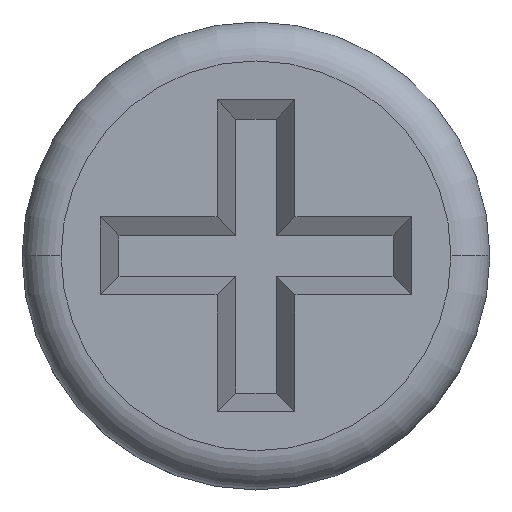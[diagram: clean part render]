
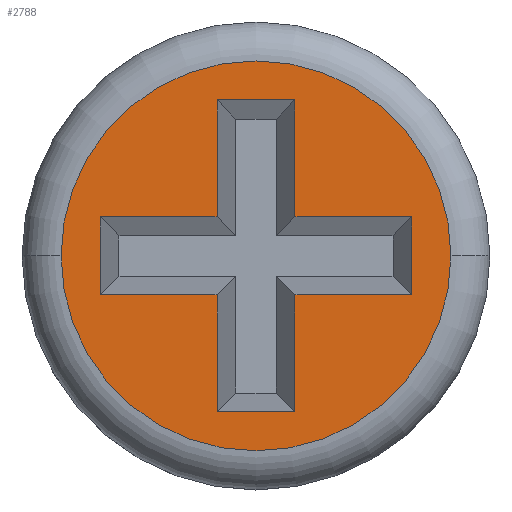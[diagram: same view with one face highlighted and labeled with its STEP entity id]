
A CAD part, top view. The second image highlights one B-rep face of the part: STEP entity #2788.
In plain terms, the highlighted planar face has unit normal (0, 0, 1).
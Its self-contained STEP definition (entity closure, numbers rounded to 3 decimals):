
#29 = CARTESIAN_POINT ( 'NONE',  ( 0.2, -0.7, 11.338 ) ) ;
#42 = EDGE_LOOP ( 'NONE', ( #1812, #1447 ) ) ;
#103 = EDGE_LOOP ( 'NONE', ( #298, #401, #2629, #1071, #2368, #2952, #3099, #868, #1833, #1099, #621, #2895 ) ) ;
#128 = CARTESIAN_POINT ( 'NONE',  ( 0.8, -0.1, 11.338 ) ) ;
#138 = CARTESIAN_POINT ( 'NONE',  ( -0.2, 0.7, 11.338 ) ) ;
#171 = CARTESIAN_POINT ( 'NONE',  ( -0.8, 0.1, 11.338 ) ) ;
#268 = VECTOR ( 'NONE', #716, 1000. ) ;
#298 = ORIENTED_EDGE ( 'NONE', *, *, #1599, .T. ) ;
#317 = VERTEX_POINT ( 'NONE', #2271 ) ;
#369 = CARTESIAN_POINT ( 'NONE',  ( 0.2, -0.8, 11.338 ) ) ;
#401 = ORIENTED_EDGE ( 'NONE', *, *, #1684, .T. ) ;
#402 = CARTESIAN_POINT ( 'NONE',  ( -0.2, -0.2, 11.338 ) ) ;
#425 = DIRECTION ( 'NONE',  ( 1., 0., 0. ) ) ;
#437 = VERTEX_POINT ( 'NONE', #2329 ) ;
#457 = VERTEX_POINT ( 'NONE', #550 ) ;
#462 = CARTESIAN_POINT ( 'NONE',  ( -0.8, 0.2, 11.338 ) ) ;
#465 = CARTESIAN_POINT ( 'NONE',  ( -0.1, 0.2, 11.338 ) ) ;
#483 = CARTESIAN_POINT ( 'NONE',  ( 1., 0., 11.338 ) ) ;
#505 = VECTOR ( 'NONE', #1043, 1000. ) ;
#548 = LINE ( 'NONE', #138, #2004 ) ;
#550 = CARTESIAN_POINT ( 'NONE',  ( 0.8, -0.2, 11.338 ) ) ;
#596 = LINE ( 'NONE', #171, #268 ) ;
#621 = ORIENTED_EDGE ( 'NONE', *, *, #990, .T. ) ;
#642 = VERTEX_POINT ( 'NONE', #369 ) ;
#657 = VERTEX_POINT ( 'NONE', #483 ) ;
#659 = CARTESIAN_POINT ( 'NONE',  ( -0.2, 0.8, 11.338 ) ) ;
#716 = DIRECTION ( 'NONE',  ( 0., 1., 0. ) ) ;
#728 = EDGE_CURVE ( 'NONE', #1309, #317, #890, .T. ) ;
#736 = DIRECTION ( 'NONE',  ( 0., 1., 0. ) ) ;
#749 = DIRECTION ( 'NONE',  ( 0., 1., 0. ) ) ;
#774 = DIRECTION ( 'NONE',  ( -1., 0., 0. ) ) ;
#810 = CIRCLE ( 'NONE', #1802, 1. ) ;
#836 = EDGE_CURVE ( 'NONE', #457, #2325, #2698, .T. ) ;
#868 = ORIENTED_EDGE ( 'NONE', *, *, #1631, .T. ) ;
#877 = VERTEX_POINT ( 'NONE', #2317 ) ;
#890 = LINE ( 'NONE', #2914, #1470 ) ;
#941 = CARTESIAN_POINT ( 'NONE',  ( 0.2, 0.1, 11.338 ) ) ;
#943 = LINE ( 'NONE', #2583, #2150 ) ;
#964 = VERTEX_POINT ( 'NONE', #2119 ) ;
#990 = EDGE_CURVE ( 'NONE', #2325, #642, #3027, .T. ) ;
#1009 = CARTESIAN_POINT ( 'NONE',  ( 0., 0., 11.338 ) ) ;
#1043 = DIRECTION ( 'NONE',  ( 1., 0., 0. ) ) ;
#1046 = AXIS2_PLACEMENT_3D ( 'NONE', #2558, #2570, #2769 ) ;
#1071 = ORIENTED_EDGE ( 'NONE', *, *, #1515, .T. ) ;
#1099 = ORIENTED_EDGE ( 'NONE', *, *, #836, .T. ) ;
#1240 = DIRECTION ( 'NONE',  ( 0., -1., 0. ) ) ;
#1263 = CIRCLE ( 'NONE', #1046, 1. ) ;
#1296 = DIRECTION ( 'NONE',  ( 0., 0., 1. ) ) ;
#1309 = VERTEX_POINT ( 'NONE', #659 ) ;
#1322 = DIRECTION ( 'NONE',  ( 0., -1., 0. ) ) ;
#1348 = LINE ( 'NONE', #2292, #505 ) ;
#1389 = LINE ( 'NONE', #2373, #2840 ) ;
#1417 = DIRECTION ( 'NONE',  ( 1., 0., 0. ) ) ;
#1447 = ORIENTED_EDGE ( 'NONE', *, *, #2049, .T. ) ;
#1459 = DIRECTION ( 'NONE',  ( 1., 0., 0. ) ) ;
#1470 = VECTOR ( 'NONE', #425, 1000. ) ;
#1515 = EDGE_CURVE ( 'NONE', #2538, #2772, #2426, .T. ) ;
#1555 = LINE ( 'NONE', #941, #2741 ) ;
#1586 = VECTOR ( 'NONE', #2326, 1000. ) ;
#1599 = EDGE_CURVE ( 'NONE', #877, #2580, #3163, .T. ) ;
#1607 = FACE_OUTER_BOUND ( 'NONE', #42, .T. ) ;
#1631 = EDGE_CURVE ( 'NONE', #2154, #964, #1348, .T. ) ;
#1654 = EDGE_CURVE ( 'NONE', #964, #457, #2790, .T. ) ;
#1673 = EDGE_CURVE ( 'NONE', #2494, #2538, #596, .T. ) ;
#1684 = EDGE_CURVE ( 'NONE', #2580, #2494, #943, .T. ) ;
#1723 = DIRECTION ( 'NONE',  ( 1., 0., 0. ) ) ;
#1802 = AXIS2_PLACEMENT_3D ( 'NONE', #3343, #2401, #1723 ) ;
#1812 = ORIENTED_EDGE ( 'NONE', *, *, #2287, .T. ) ;
#1833 = ORIENTED_EDGE ( 'NONE', *, *, #1654, .T. ) ;
#1840 = CARTESIAN_POINT ( 'NONE',  ( -0.2, -0.1, 11.338 ) ) ;
#1951 = CARTESIAN_POINT ( 'NONE',  ( 0.2, 0.2, 11.338 ) ) ;
#2004 = VECTOR ( 'NONE', #749, 1000. ) ;
#2049 = EDGE_CURVE ( 'NONE', #437, #657, #1263, .T. ) ;
#2119 = CARTESIAN_POINT ( 'NONE',  ( 0.8, 0.2, 11.338 ) ) ;
#2121 = VECTOR ( 'NONE', #1459, 1000. ) ;
#2150 = VECTOR ( 'NONE', #774, 1000. ) ;
#2154 = VERTEX_POINT ( 'NONE', #1951 ) ;
#2157 = VECTOR ( 'NONE', #1322, 1000. ) ;
#2271 = CARTESIAN_POINT ( 'NONE',  ( 0.2, 0.8, 11.338 ) ) ;
#2287 = EDGE_CURVE ( 'NONE', #657, #437, #810, .T. ) ;
#2292 = CARTESIAN_POINT ( 'NONE',  ( 0.7, 0.2, 11.338 ) ) ;
#2317 = CARTESIAN_POINT ( 'NONE',  ( -0.2, -0.8, 11.338 ) ) ;
#2325 = VERTEX_POINT ( 'NONE', #3320 ) ;
#2326 = DIRECTION ( 'NONE',  ( 0., -1., 0. ) ) ;
#2329 = CARTESIAN_POINT ( 'NONE',  ( -1., 0., 11.338 ) ) ;
#2349 = EDGE_CURVE ( 'NONE', #317, #2154, #1555, .T. ) ;
#2368 = ORIENTED_EDGE ( 'NONE', *, *, #3219, .T. ) ;
#2373 = CARTESIAN_POINT ( 'NONE',  ( -0.1, -0.8, 11.338 ) ) ;
#2401 = DIRECTION ( 'NONE',  ( 0., 0., 1. ) ) ;
#2426 = LINE ( 'NONE', #465, #2121 ) ;
#2438 = PLANE ( 'NONE',  #2725 ) ;
#2494 = VERTEX_POINT ( 'NONE', #3133 ) ;
#2538 = VERTEX_POINT ( 'NONE', #462 ) ;
#2550 = VECTOR ( 'NONE', #736, 1000. ) ;
#2558 = CARTESIAN_POINT ( 'NONE',  ( 0., 0., 11.338 ) ) ;
#2559 = EDGE_CURVE ( 'NONE', #642, #877, #1389, .T. ) ;
#2570 = DIRECTION ( 'NONE',  ( 0., 0., 1. ) ) ;
#2580 = VERTEX_POINT ( 'NONE', #402 ) ;
#2583 = CARTESIAN_POINT ( 'NONE',  ( -0.7, -0.2, 11.338 ) ) ;
#2594 = CARTESIAN_POINT ( 'NONE',  ( 0.1, -0.2, 11.338 ) ) ;
#2629 = ORIENTED_EDGE ( 'NONE', *, *, #1673, .T. ) ;
#2685 = DIRECTION ( 'NONE',  ( -1., 0., 0. ) ) ;
#2698 = LINE ( 'NONE', #2594, #2934 ) ;
#2725 = AXIS2_PLACEMENT_3D ( 'NONE', #1009, #1296, #1417 ) ;
#2741 = VECTOR ( 'NONE', #1240, 1000. ) ;
#2769 = DIRECTION ( 'NONE',  ( 1., 0., 0. ) ) ;
#2772 = VERTEX_POINT ( 'NONE', #3048 ) ;
#2788 = ADVANCED_FACE ( 'NONE', ( #3000, #1607 ), #2438, .T. ) ;
#2790 = LINE ( 'NONE', #128, #1586 ) ;
#2840 = VECTOR ( 'NONE', #2685, 1000. ) ;
#2895 = ORIENTED_EDGE ( 'NONE', *, *, #2559, .T. ) ;
#2914 = CARTESIAN_POINT ( 'NONE',  ( 0.1, 0.8, 11.338 ) ) ;
#2934 = VECTOR ( 'NONE', #3284, 1000. ) ;
#2952 = ORIENTED_EDGE ( 'NONE', *, *, #728, .T. ) ;
#3000 = FACE_BOUND ( 'NONE', #103, .T. ) ;
#3027 = LINE ( 'NONE', #29, #2157 ) ;
#3048 = CARTESIAN_POINT ( 'NONE',  ( -0.2, 0.2, 11.338 ) ) ;
#3099 = ORIENTED_EDGE ( 'NONE', *, *, #2349, .T. ) ;
#3133 = CARTESIAN_POINT ( 'NONE',  ( -0.8, -0.2, 11.338 ) ) ;
#3163 = LINE ( 'NONE', #1840, #2550 ) ;
#3219 = EDGE_CURVE ( 'NONE', #2772, #1309, #548, .T. ) ;
#3284 = DIRECTION ( 'NONE',  ( -1., 0., 0. ) ) ;
#3320 = CARTESIAN_POINT ( 'NONE',  ( 0.2, -0.2, 11.338 ) ) ;
#3343 = CARTESIAN_POINT ( 'NONE',  ( 0., 0., 11.338 ) ) ;
